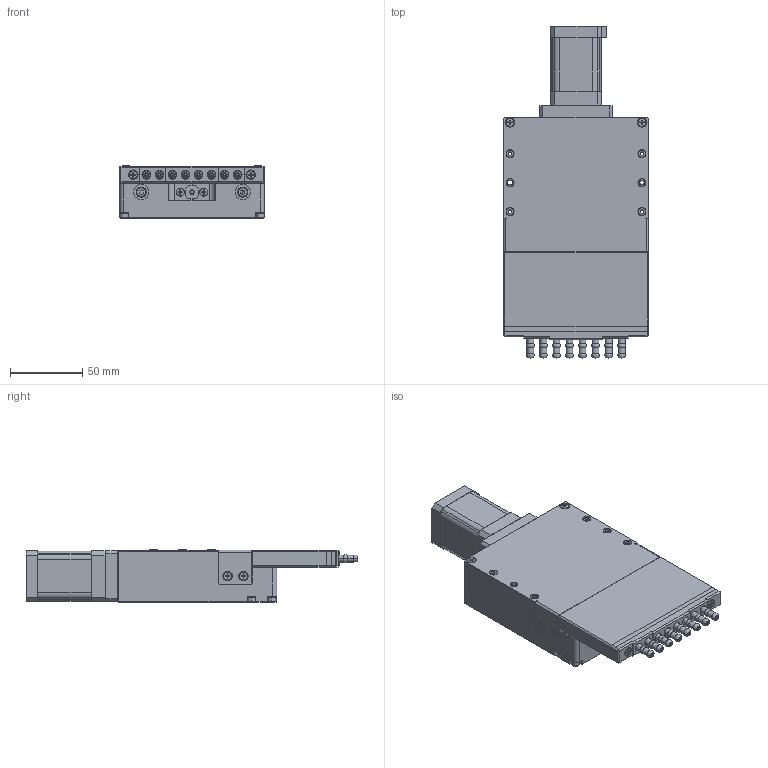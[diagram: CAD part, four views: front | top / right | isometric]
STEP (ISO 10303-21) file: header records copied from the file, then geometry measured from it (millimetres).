
FILE_DESCRIPTION (( 'STEP AP203' ), '1' );
FILE_NAME ('51AP-83-91MC1.STEP', '2023-10-30T07:09:11', ( 'xtzj' ), ( '' ), 'SwSTEP 2.0', 'SolidWorks 2021', '' );
FILE_SCHEMA (( 'CONFIG_CONTROL_DESIGN' ));
Length unit declared in the file: millimetre
Products named in the file (1): 51AP-83-91MC1
Bounding box: 100 x 229 x 36.2 mm (x, y, z)
Surface area: 72035.2 mm2 (no closed solid volume)
Topology: 0 solids, 68 shells, 798 faces, 2668 edges, 1866 vertices
Faces by surface type: plane 424, cylinder 264, torus 52, cone 46, sphere 12
Entity records: 29056 total; most frequent: CARTESIAN_POINT 5541, DIRECTION 5195, ORIENTED_EDGE 4147, EDGE_CURVE 2654, VERTEX_POINT 1866, AXIS2_PLACEMENT_3D 1800, VECTOR 1595, LINE 1595
